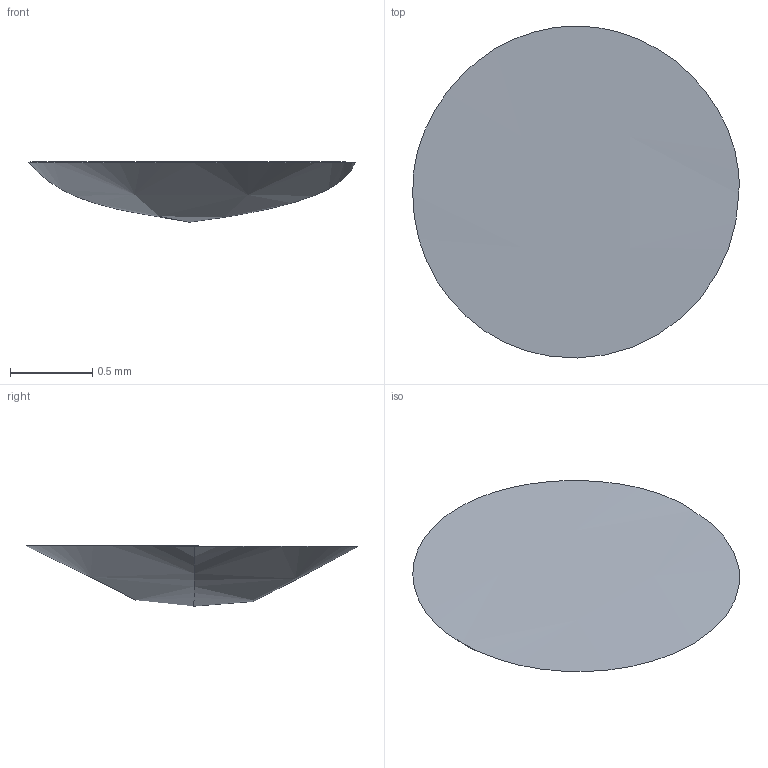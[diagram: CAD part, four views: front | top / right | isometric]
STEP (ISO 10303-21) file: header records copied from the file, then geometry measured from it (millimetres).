
FILE_DESCRIPTION(('Open CASCADE Model'),'2;1');
FILE_NAME('Open CASCADE Shape Model','2024-07-28T09:27:44',('Author'),( 'Open CASCADE'),'Open CASCADE STEP processor 7.5','Open CASCADE 7.5' ,'Unknown');
FILE_SCHEMA(('CONFIG_CONTROL_DESIGN'));
Length unit declared in the file: millimetre
Products named in the file (1): Open CASCADE STEP translator 7.5 3487
Bounding box: 1.98 x 2.02 x 0.37 mm (x, y, z)
Volume: 0.6 mm3; surface area: 6.6 mm2
Topology: 1 solids, 1 shells, 3 faces, 5 edges, 3 vertices
Faces by surface type: bspline 3
Entity records: 323 total; most frequent: CARTESIAN_POINT 217, B_SPLINE_CURVE_WITH_KNOTS 12, ORIENTED_EDGE 8, PCURVE 8, DEFINITIONAL_REPRESENTATION 8, EDGE_CURVE 4, SURFACE_CURVE 4, CC_DESIGN_PERSON_AND_ORGANIZATION_ASSIGNMENT 4
